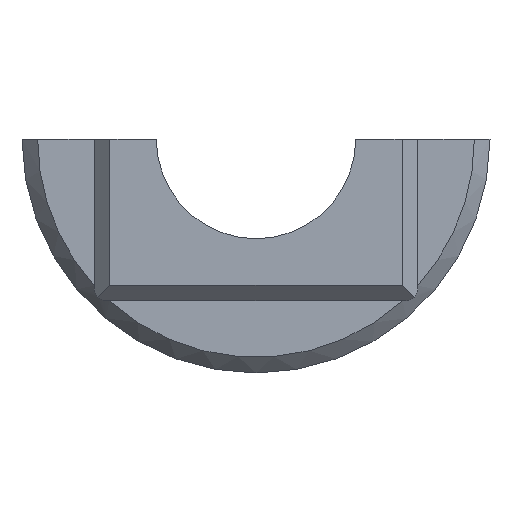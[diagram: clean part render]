
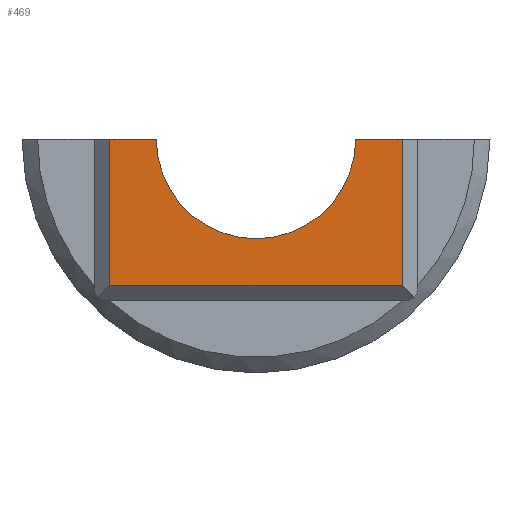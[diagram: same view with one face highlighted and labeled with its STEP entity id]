
A CAD part, front view. The second image highlights one B-rep face of the part: STEP entity #469.
In plain terms, the highlighted planar face has unit normal (0, -1, 0).
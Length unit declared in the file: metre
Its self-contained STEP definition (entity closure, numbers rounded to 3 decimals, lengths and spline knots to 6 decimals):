
#37=CIRCLE('',#516,0.003175);
#87=ORIENTED_EDGE('',*,*,#217,.T.);
#88=ORIENTED_EDGE('',*,*,#218,.T.);
#89=ORIENTED_EDGE('',*,*,#219,.F.);
#90=ORIENTED_EDGE('',*,*,#220,.T.);
#91=ORIENTED_EDGE('',*,*,#221,.T.);
#92=ORIENTED_EDGE('',*,*,#222,.T.);
#217=EDGE_CURVE('',#278,#279,#322,.T.);
#218=EDGE_CURVE('',#279,#280,#323,.T.);
#219=EDGE_CURVE('',#281,#280,#37,.T.);
#220=EDGE_CURVE('',#281,#282,#324,.T.);
#221=EDGE_CURVE('',#282,#283,#325,.T.);
#222=EDGE_CURVE('',#283,#278,#326,.T.);
#278=VERTEX_POINT('',#756);
#279=VERTEX_POINT('',#757);
#280=VERTEX_POINT('',#759);
#281=VERTEX_POINT('',#761);
#282=VERTEX_POINT('',#763);
#283=VERTEX_POINT('',#765);
#322=LINE('',#755,#371);
#323=LINE('',#758,#372);
#324=LINE('',#762,#373);
#325=LINE('',#764,#374);
#326=LINE('',#766,#375);
#371=VECTOR('',#607,1.);
#372=VECTOR('',#608,1.);
#373=VECTOR('',#611,1.);
#374=VECTOR('',#612,1.);
#375=VECTOR('',#613,1.);
#401=EDGE_LOOP('',(#87,#88,#89,#90,#91,#92));
#426=FACE_BOUND('',#401,.T.);
#449=PLANE('',#515);
#469=ADVANCED_FACE('',(#426),#449,.T.);
#515=AXIS2_PLACEMENT_3D('',#754,#605,#606);
#516=AXIS2_PLACEMENT_3D('',#760,#609,#610);
#605=DIRECTION('',(0.,-1.,0.));
#606=DIRECTION('',(1.,0.,0.));
#607=DIRECTION('',(0.,0.,1.));
#608=DIRECTION('',(-1.,0.,0.));
#609=DIRECTION('',(0.,-1.,0.));
#610=DIRECTION('',(0.,0.,-1.));
#611=DIRECTION('',(-1.,0.,0.));
#612=DIRECTION('',(0.,0.,-1.));
#613=DIRECTION('',(1.,0.,0.));
#754=CARTESIAN_POINT('',(0.,-0.08,0.));
#755=CARTESIAN_POINT('',(0.00465,-0.08,0.00515));
#756=CARTESIAN_POINT('',(0.00465,-0.08,-0.00465));
#757=CARTESIAN_POINT('',(0.00465,-0.08,0.));
#758=CARTESIAN_POINT('',(0.,-0.08,0.));
#759=CARTESIAN_POINT('',(0.003175,-0.08,0.));
#760=CARTESIAN_POINT('',(0.,-0.08,0.));
#761=CARTESIAN_POINT('',(-0.003175,-0.08,0.));
#762=CARTESIAN_POINT('',(0.,-0.08,0.));
#763=CARTESIAN_POINT('',(-0.00465,-0.08,0.));
#764=CARTESIAN_POINT('',(-0.00465,-0.08,0.));
#765=CARTESIAN_POINT('',(-0.00465,-0.08,-0.00465));
#766=CARTESIAN_POINT('',(0.,-0.08,-0.00465));
